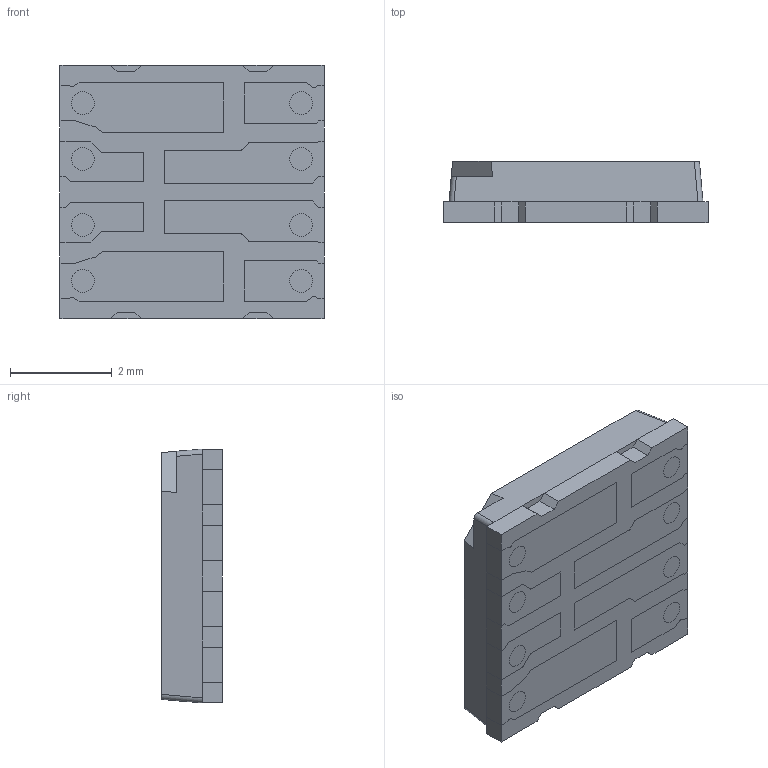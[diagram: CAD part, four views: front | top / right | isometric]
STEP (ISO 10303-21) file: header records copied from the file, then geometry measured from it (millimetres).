
FILE_DESCRIPTION (( 'STEP AP214' ), '1' );
FILE_NAME ('GW J9LHS1.4M-C1C7-2+58+MQ+30A-1-100-R33.STEP', '2022-06-24T22:40:36', ( '' ), ( '' ), 'SwSTEP 2.0', 'SolidWorks 2017', '' );
FILE_SCHEMA (( 'AUTOMOTIVE_DESIGN' ));
Length unit declared in the file: millimetre
Products named in the file (1): GW J9LHS1.4M-C1C7-2+58+MQ+30A-1-100-R33
Bounding box: 5.2 x 1.2 x 5 mm (x, y, z)
Volume: 29.7 mm3; surface area: 187.2 mm2
Topology: 10 solids, 10 shells, 309 faces, 794 edges, 514 vertices
Faces by surface type: plane 233, cylinder 76
Entity records: 9407 total; most frequent: CARTESIAN_POINT 1642, ORIENTED_EDGE 1588, DIRECTION 1546, EDGE_CURVE 794, LINE 646, VECTOR 646, VERTEX_POINT 514, AXIS2_PLACEMENT_3D 450
